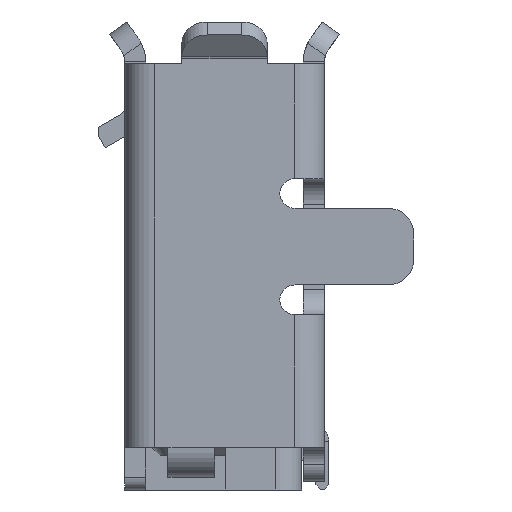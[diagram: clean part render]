
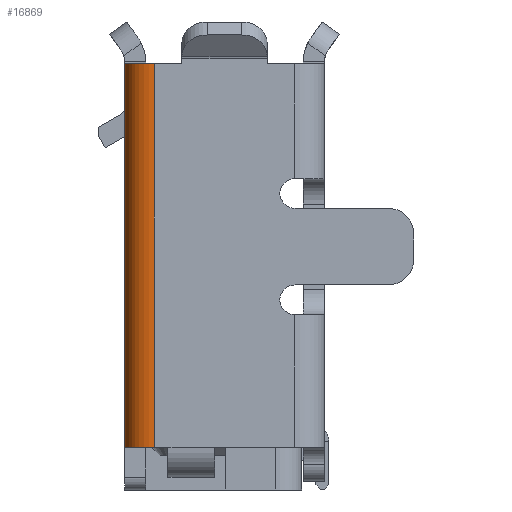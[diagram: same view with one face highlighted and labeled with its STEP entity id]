
A CAD part, left-side view. The second image highlights one B-rep face of the part: STEP entity #16869.
In plain terms, the highlighted cylindrical face has radius 0.35 mm (diameter 0.7 mm), a partial arc.
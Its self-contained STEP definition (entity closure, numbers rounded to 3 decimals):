
#206 = AXIS2_PLACEMENT_3D ( 'NONE', #16040, #1890, #8230 ) ;
#491 = EDGE_CURVE ( 'NONE', #5747, #5660, #1096, .T. ) ;
#679 = CARTESIAN_POINT ( 'NONE',  ( -3.7, 2.05, 2.26 ) ) ;
#1096 = CIRCLE ( 'NONE', #14577, 0.35 ) ;
#1187 = EDGE_CURVE ( 'NONE', #12695, #11783, #14579, .T. ) ;
#1660 = DIRECTION ( 'NONE',  ( 0., 0., -1. ) ) ;
#1890 = DIRECTION ( 'NONE',  ( 0., 0., -1. ) ) ;
#4118 = ORIENTED_EDGE ( 'NONE', *, *, #13739, .F. ) ;
#4284 = DIRECTION ( 'NONE',  ( 0., 0., -1. ) ) ;
#4409 = ORIENTED_EDGE ( 'NONE', *, *, #11816, .T. ) ;
#5375 = DIRECTION ( 'NONE',  ( 0., 0., -1. ) ) ;
#5417 = AXIS2_PLACEMENT_3D ( 'NONE', #13822, #4284, #18116 ) ;
#5660 = VERTEX_POINT ( 'NONE', #15429 ) ;
#5685 = VECTOR ( 'NONE', #5375, 1000. ) ;
#5747 = VERTEX_POINT ( 'NONE', #15554 ) ;
#6491 = CARTESIAN_POINT ( 'NONE',  ( -3.35, 2.05, -2.25 ) ) ;
#8109 = CARTESIAN_POINT ( 'NONE',  ( -3.35, 2.4, 2.26 ) ) ;
#8230 = DIRECTION ( 'NONE',  ( -1., 0., 0. ) ) ;
#9263 = CARTESIAN_POINT ( 'NONE',  ( -3.35, 2.4, 2.26 ) ) ;
#9623 = ORIENTED_EDGE ( 'NONE', *, *, #491, .T. ) ;
#9938 = FACE_OUTER_BOUND ( 'NONE', #13322, .T. ) ;
#9949 = CARTESIAN_POINT ( 'NONE',  ( -3.7, 2.05, 2.26 ) ) ;
#9969 = CYLINDRICAL_SURFACE ( 'NONE', #5417, 0.35 ) ;
#11783 = VERTEX_POINT ( 'NONE', #9263 ) ;
#11807 = LINE ( 'NONE', #8109, #5685 ) ;
#11816 = EDGE_CURVE ( 'NONE', #11783, #5747, #11807, .T. ) ;
#12162 = DIRECTION ( 'NONE',  ( 0., 0., 1. ) ) ;
#12695 = VERTEX_POINT ( 'NONE', #679 ) ;
#13322 = EDGE_LOOP ( 'NONE', ( #9623, #4118, #16358, #4409 ) ) ;
#13487 = DIRECTION ( 'NONE',  ( 1., 0., 0. ) ) ;
#13739 = EDGE_CURVE ( 'NONE', #12695, #5660, #16994, .T. ) ;
#13822 = CARTESIAN_POINT ( 'NONE',  ( -3.35, 2.05, 2.26 ) ) ;
#14577 = AXIS2_PLACEMENT_3D ( 'NONE', #6491, #12162, #13487 ) ;
#14579 = CIRCLE ( 'NONE', #206, 0.35 ) ;
#15429 = CARTESIAN_POINT ( 'NONE',  ( -3.7, 2.05, -2.25 ) ) ;
#15554 = CARTESIAN_POINT ( 'NONE',  ( -3.35, 2.4, -2.25 ) ) ;
#16040 = CARTESIAN_POINT ( 'NONE',  ( -3.35, 2.05, 2.26 ) ) ;
#16358 = ORIENTED_EDGE ( 'NONE', *, *, #1187, .T. ) ;
#16711 = VECTOR ( 'NONE', #1660, 1000. ) ;
#16869 = ADVANCED_FACE ( 'NONE', ( #9938 ), #9969, .T. ) ;
#16994 = LINE ( 'NONE', #9949, #16711 ) ;
#18116 = DIRECTION ( 'NONE',  ( 1., 0., 0. ) ) ;
